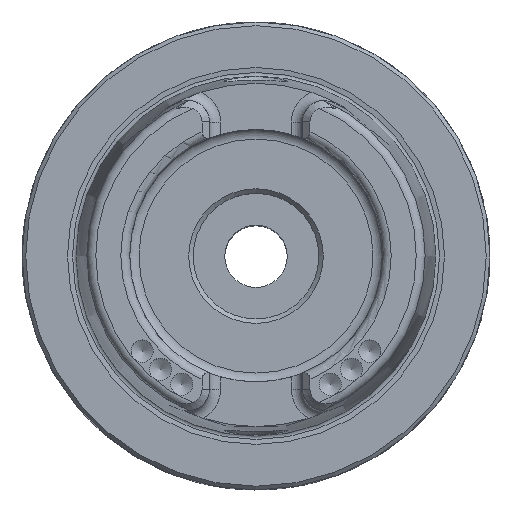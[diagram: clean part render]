
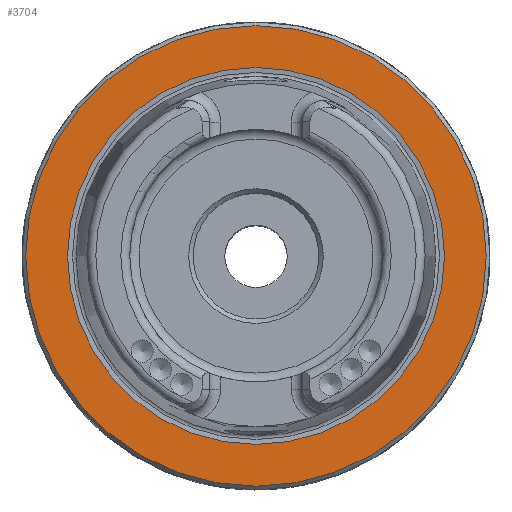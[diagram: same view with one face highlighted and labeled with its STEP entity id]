
A CAD part, top view. The second image highlights one B-rep face of the part: STEP entity #3704.
In plain terms, the highlighted planar face has unit normal (0, 0, 1).
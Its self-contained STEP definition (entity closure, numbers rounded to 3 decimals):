
#316=PLANE('',#3992);
#791=ORIENTED_EDGE('',*,*,#1260,.T.);
#792=ORIENTED_EDGE('',*,*,#1257,.F.);
#1257=EDGE_CURVE('',#1548,#1548,#1752,.T.);
#1260=EDGE_CURVE('',#1551,#1551,#1755,.T.);
#1548=VERTEX_POINT('',#5575);
#1551=VERTEX_POINT('',#5584);
#1752=CIRCLE('',#3987,25.373);
#1755=CIRCLE('',#3993,31.);
#1987=EDGE_LOOP('',(#791));
#1988=EDGE_LOOP('',(#792));
#2258=FACE_BOUND('',#1987,.T.);
#2259=FACE_BOUND('',#1988,.T.);
#3704=ADVANCED_FACE('',(#2258,#2259),#316,.T.);
#3987=AXIS2_PLACEMENT_3D('',#5574,#4570,#4571);
#3992=AXIS2_PLACEMENT_3D('',#5582,#4580,#4581);
#3993=AXIS2_PLACEMENT_3D('',#5583,#4582,#4583);
#4570=DIRECTION('',(0.,0.,1.));
#4571=DIRECTION('',(1.,0.,0.));
#4580=DIRECTION('',(0.,0.,1.));
#4581=DIRECTION('',(1.,0.,0.));
#4582=DIRECTION('',(0.,0.,1.));
#4583=DIRECTION('',(1.,0.,0.));
#5574=CARTESIAN_POINT('',(0.,0.,0.));
#5575=CARTESIAN_POINT('',(25.373,0.,0.));
#5582=CARTESIAN_POINT('',(31.,0.,0.));
#5583=CARTESIAN_POINT('',(0.,0.,0.));
#5584=CARTESIAN_POINT('',(31.,0.,0.));
